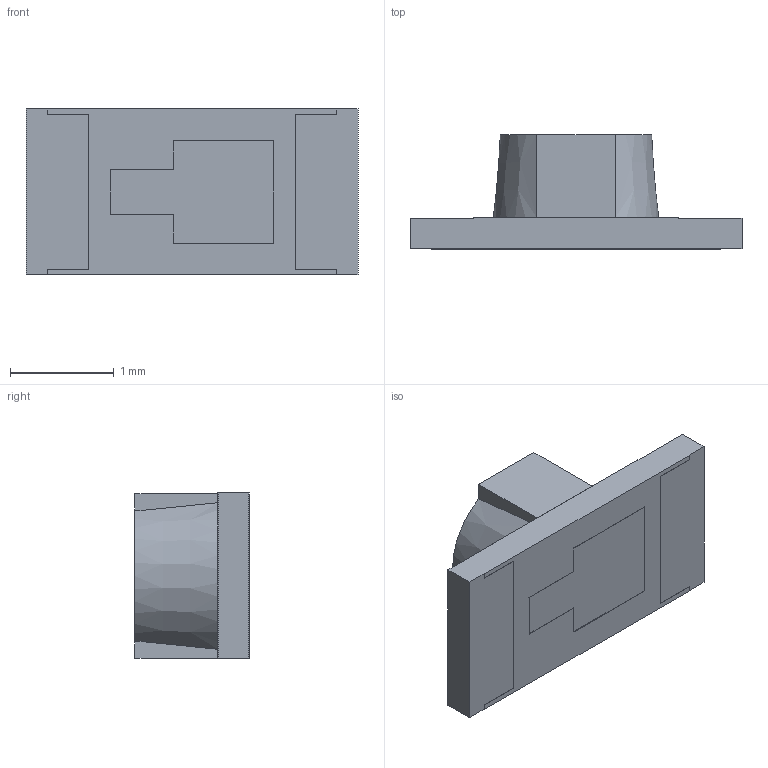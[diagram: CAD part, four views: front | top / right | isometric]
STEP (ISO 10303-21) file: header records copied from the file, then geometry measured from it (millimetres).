
FILE_DESCRIPTION((''),'2;1');
FILE_NAME('4500521809116','2008-12-03T',('jenkink'),(''),'PRO/ENGINEER BY PARAMETRIC TECHNOLOGY CORPORATION, 2007370','PRO/ENGINEER BY PARAMETRIC TECHNOLOGY CORPORATION, 2007370','');
FILE_SCHEMA(('CONFIG_CONTROL_DESIGN'));
Length unit declared in the file: inch
Products named in the file (1): 4500521809116
Bounding box: 3.2 x 1.1 x 1.6 mm (x, y, z)
Volume: 2.9 mm3; surface area: 18.4 mm2
Topology: 1 solids, 1 shells, 45 faces, 120 edges, 79 vertices
Faces by surface type: plane 39, cylinder 2, sphere 2, cone 2
Entity records: 1416 total; most frequent: CARTESIAN_POINT 254, ORIENTED_EDGE 236, DIRECTION 216, EDGE_CURVE 118, VECTOR 102, LINE 102, VERTEX_POINT 79, AXIS2_PLACEMENT_3D 57
